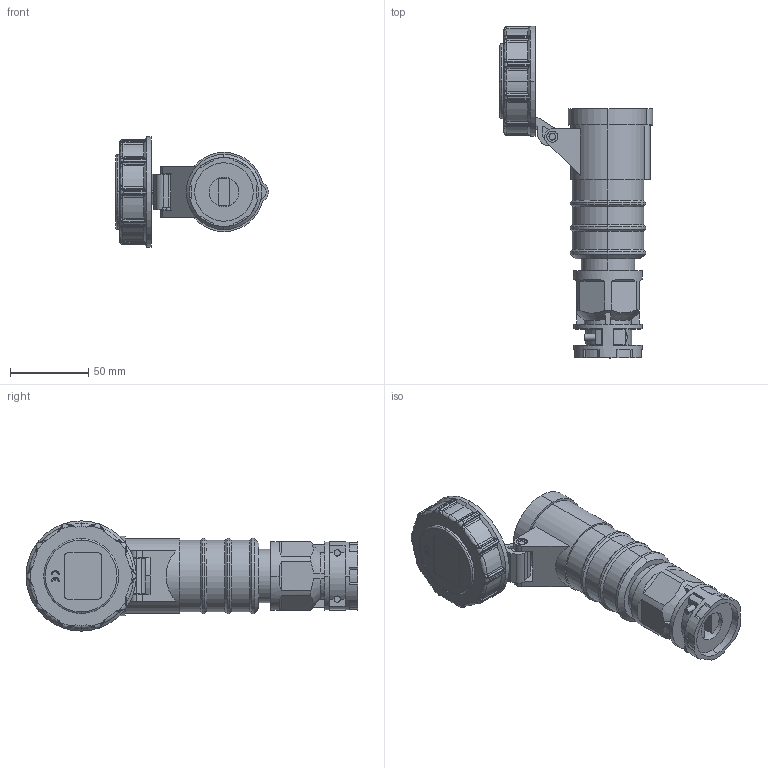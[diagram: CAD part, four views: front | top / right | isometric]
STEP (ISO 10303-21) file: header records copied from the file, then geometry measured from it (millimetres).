
FILE_DESCRIPTION (( 'STEP AP203' ), '1' );
FILE_NAME ('BRY320C4W.step', '2022-08-17T20:07:48', ( '' ), ( '' ), 'SwSTEP 2.0', 'SolidWorks 2021', '' );
FILE_SCHEMA (( 'CONFIG_CONTROL_DESIGN' ));
Length unit declared in the file: millimetre
Products named in the file (1): BRY320C4W
Bounding box: 97.8 x 212.06 x 70.5 mm (x, y, z)
Volume: 271935 mm3; surface area: 72699 mm2
Topology: 9 solids, 9 shells, 675 faces, 1811 edges, 1149 vertices
Faces by surface type: plane 260, cylinder 247, bspline 85, torus 42, cone 37, sphere 4
Entity records: 24562 total; most frequent: CARTESIAN_POINT 8828, ORIENTED_EDGE 3578, DIRECTION 2817, EDGE_CURVE 1789, VERTEX_POINT 1148, AXIS2_PLACEMENT_3D 1055, EDGE_LOOP 717, VECTOR 707
